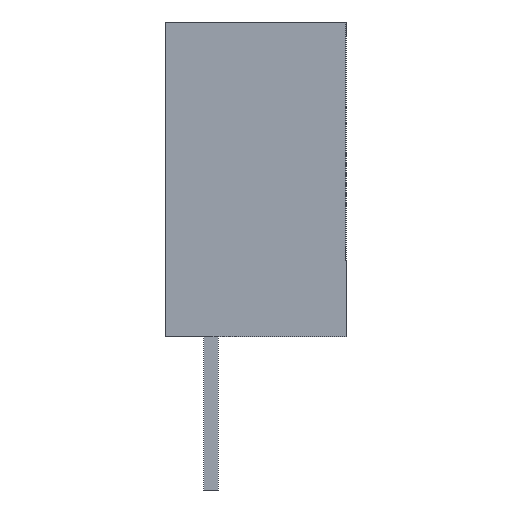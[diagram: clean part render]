
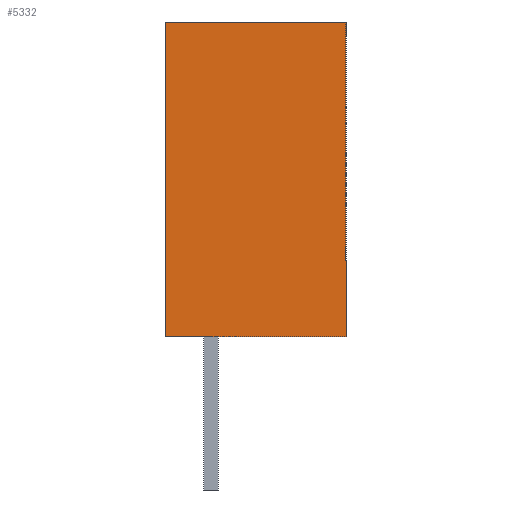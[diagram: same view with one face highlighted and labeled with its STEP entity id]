
A CAD part, left-side view. The second image highlights one B-rep face of the part: STEP entity #5332.
In plain terms, the highlighted planar face has unit normal (-1, 0, 0).
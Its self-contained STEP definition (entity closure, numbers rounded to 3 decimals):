
#942 = VERTEX_POINT('',#943);
#943 = CARTESIAN_POINT('',(-29.464,8.89,2.54));
#949 = EDGE_CURVE('',#942,#950,#952,.T.);
#950 = VERTEX_POINT('',#951);
#951 = CARTESIAN_POINT('',(-29.464,0.,2.54));
#952 = LINE('',#953,#954);
#953 = CARTESIAN_POINT('',(-29.464,8.89,2.54));
#954 = VECTOR('',#955,1.);
#955 = DIRECTION('',(0.,-1.,0.));
#990 = VERTEX_POINT('',#991);
#991 = CARTESIAN_POINT('',(-29.464,0.,-2.54));
#997 = EDGE_CURVE('',#998,#990,#1000,.T.);
#998 = VERTEX_POINT('',#999);
#999 = CARTESIAN_POINT('',(-29.464,8.89,-2.54));
#1000 = LINE('',#1001,#1002);
#1001 = CARTESIAN_POINT('',(-29.464,8.89,-2.54));
#1002 = VECTOR('',#1003,1.);
#1003 = DIRECTION('',(0.,-1.,0.));
#1114 = EDGE_CURVE('',#990,#950,#1115,.T.);
#1115 = LINE('',#1116,#1117);
#1116 = CARTESIAN_POINT('',(-29.464,0.,-2.54));
#1117 = VECTOR('',#1118,1.);
#1118 = DIRECTION('',(0.,0.,1.));
#4516 = EDGE_CURVE('',#998,#942,#4517,.T.);
#4517 = LINE('',#4518,#4519);
#4518 = CARTESIAN_POINT('',(-29.464,8.89,-2.54));
#4519 = VECTOR('',#4520,1.);
#4520 = DIRECTION('',(0.,0.,1.));
#5332 = ADVANCED_FACE('',(#5333),#5339,.F.);
#5333 = FACE_BOUND('',#5334,.T.);
#5334 = EDGE_LOOP('',(#5335,#5336,#5337,#5338));
#5335 = ORIENTED_EDGE('',*,*,#1114,.T.);
#5336 = ORIENTED_EDGE('',*,*,#949,.F.);
#5337 = ORIENTED_EDGE('',*,*,#4516,.F.);
#5338 = ORIENTED_EDGE('',*,*,#997,.T.);
#5339 = PLANE('',#5340);
#5340 = AXIS2_PLACEMENT_3D('',#5341,#5342,#5343);
#5341 = CARTESIAN_POINT('',(-29.464,8.89,-2.54));
#5342 = DIRECTION('',(1.,0.,0.));
#5343 = DIRECTION('',(0.,0.,-1.));
